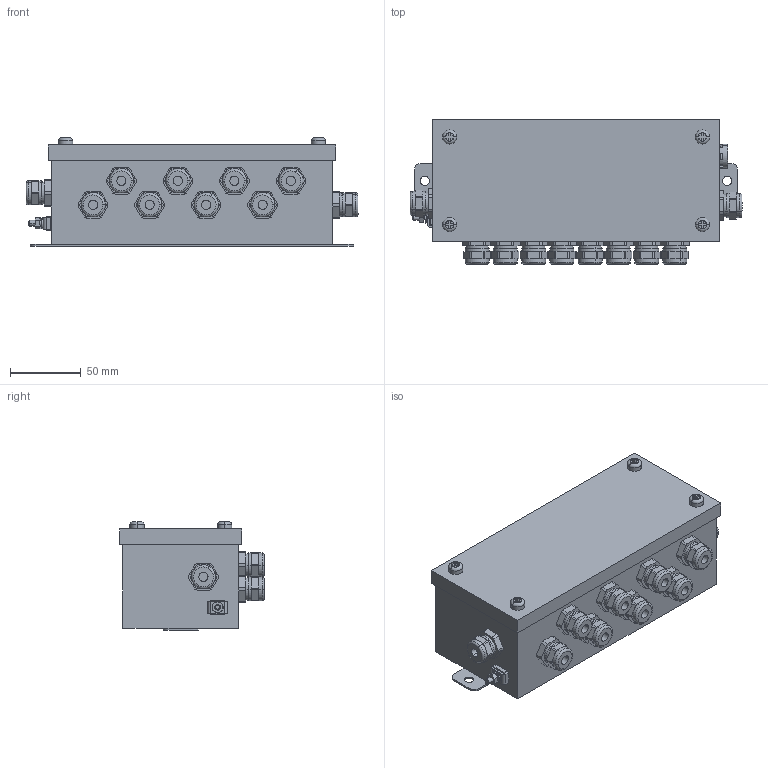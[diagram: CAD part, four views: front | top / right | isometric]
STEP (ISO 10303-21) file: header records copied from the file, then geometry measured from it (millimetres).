
FILE_DESCRIPTION(('CATIA V5 STEP Exchange','CAx-IF Rec.Pracs.--- Model Styling and Organization---1.4--- 2014-01-23'),'2;1');
FILE_NAME ('D1501159_1', '2024-05-03T07:47:44+00:00', ('none'), ('Weidmueller'), 'CATIA Version 5-6 Release 2016 SP3 HF44', 'CATIA V5 STEP AP214', 'none');
FILE_SCHEMA(('AUTOMOTIVE_DESIGN { 1 0 10303 214 1 1 1 1 }'));
Length unit declared in the file: millimetre
Products named in the file (1): S3D_FBCON_SS_CG_8WAY
Bounding box: 235 x 102.2 x 76.6 mm (x, y, z)
Volume: 1213033.2 mm3; surface area: 93932.6 mm2
Topology: 1 solids, 1 shells, 715 faces, 1915 edges, 1242 vertices
Faces by surface type: plane 434, cylinder 244, torus 28, bspline 5, cone 4
Entity records: 21400 total; most frequent: CARTESIAN_POINT 4489, ORIENTED_EDGE 3830, DIRECTION 2491, EDGE_CURVE 1915, VERTEX_POINT 1242, VECTOR 1098, LINE 1098, AXIS2_PLACEMENT_3D 1038
